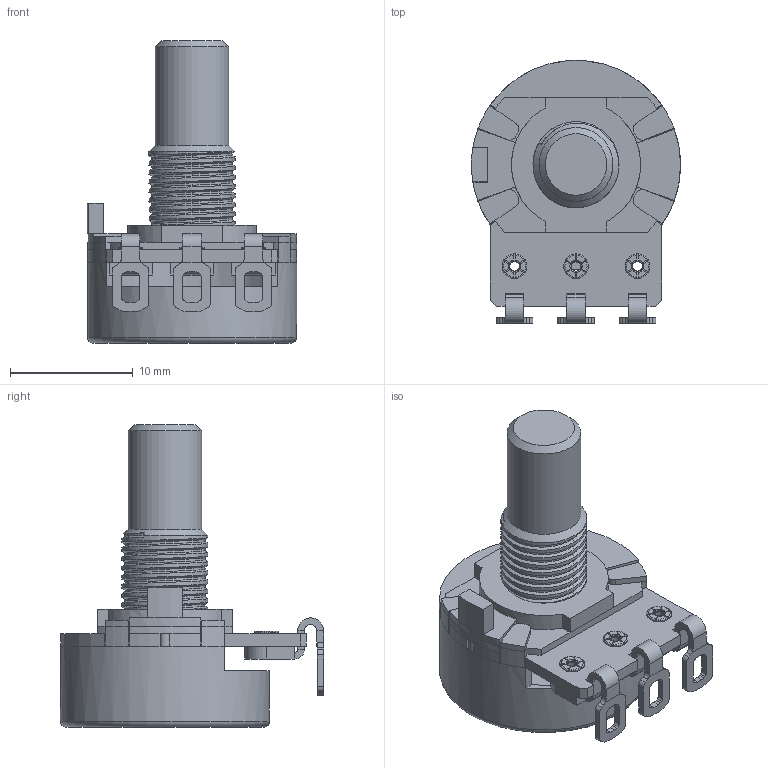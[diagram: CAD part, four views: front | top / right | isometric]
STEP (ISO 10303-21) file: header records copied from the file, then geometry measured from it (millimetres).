
FILE_DESCRIPTION(('FreeCAD Model'),'2;1');
FILE_NAME('RV16AF-10-15R-XXX.step','2019-06-14T15:10:32', ('Author'),(''),'Open CASCADE STEP processor 7.3','FreeCAD','Unknown' );
FILE_SCHEMA(('AUTOMOTIVE_DESIGN { 1 0 10303 214 1 1 1 1 }'));
Length unit declared in the file: millimetre
Products named in the file (1): RV16AF-10-15R-XXX
Bounding box: 17 x 21.4 x 24.6 mm (x, y, z)
Volume: 1232.6 mm3; surface area: 2496.4 mm2
Topology: 1 solids, 1 shells, 549 faces, 1380 edges, 811 vertices
Faces by surface type: plane 330, cylinder 147, torus 43, bspline 27, cone 2
Full cylindrical faces by diameter (mm): 0.8 x9, 1 x3, 2 x3, 6 x2, 7 x7, 10 x1, 16 x1, 17 x1
Entity records: 23673 total; most frequent: CARTESIAN_POINT 6764, ORIENTED_EDGE 2780, DIRECTION 2717, EDGE_CURVE 1380, AXIS2_PLACEMENT_3D 968, VERTEX_POINT 811, LINE 781, VECTOR 781
